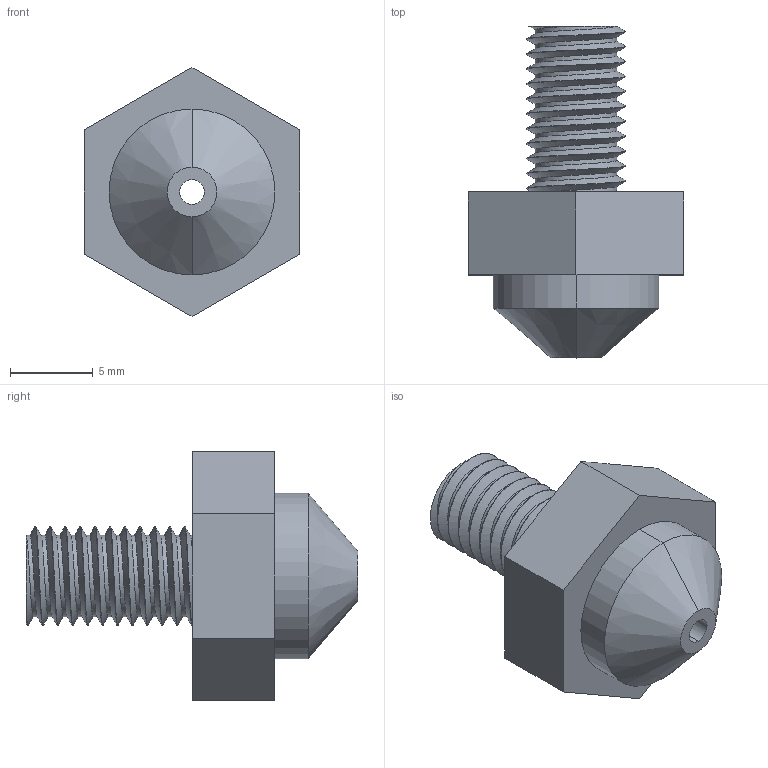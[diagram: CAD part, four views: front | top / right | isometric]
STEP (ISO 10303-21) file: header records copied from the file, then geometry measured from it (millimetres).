
FILE_DESCRIPTION (( 'STEP AP214' ), '1' );
FILE_NAME ('Nozzle(PUISS_Buse).STEP', '2022-08-25T15:06:57', ( '' ), ( '' ), 'SwSTEP 2.0', 'SolidWorks 2021', '' );
FILE_SCHEMA (( 'AUTOMOTIVE_DESIGN' ));
Length unit declared in the file: millimetre
Products named in the file (1): Nozzle(PUISS_Buse)
Bounding box: 13 x 20 x 15.01 mm (x, y, z)
Volume: 1115.3 mm3; surface area: 1050.3 mm2
Topology: 1 solids, 1 shells, 44 faces, 115 edges, 75 vertices
Faces by surface type: cylinder 25, plane 11, cone 4, bspline 4
Entity records: 4263 total; most frequent: CARTESIAN_POINT 3278, ORIENTED_EDGE 230, DIRECTION 156, EDGE_CURVE 115, VERTEX_POINT 75, AXIS2_PLACEMENT_3D 54, VECTOR 48, LINE 48
